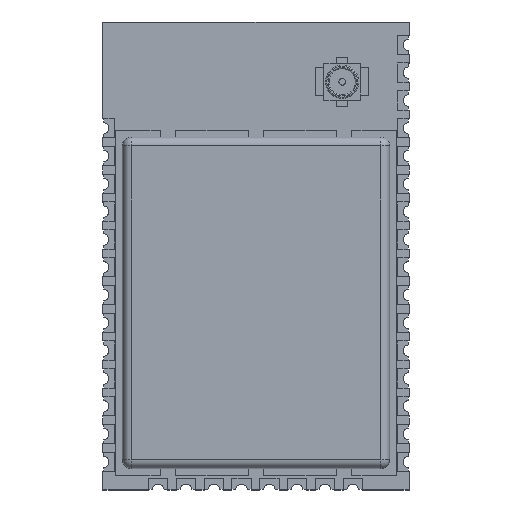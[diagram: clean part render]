
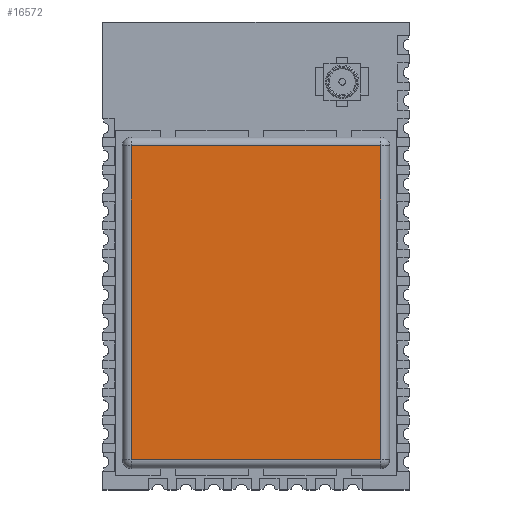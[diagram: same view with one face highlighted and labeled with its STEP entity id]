
A CAD part, top view. The second image highlights one B-rep face of the part: STEP entity #16572.
In plain terms, the highlighted planar face has unit normal (0, 0, 1).
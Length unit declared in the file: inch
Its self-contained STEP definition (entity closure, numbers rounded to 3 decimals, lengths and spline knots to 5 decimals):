
#1547=FACE_OUTER_BOUND('',#2384,.T.);
#2384=EDGE_LOOP('',(#14845,#14846,#14847,#14848));
#4187=LINE('',#27221,#6078);
#4193=LINE('',#27250,#6084);
#4195=LINE('',#27253,#6086);
#4197=LINE('',#27256,#6088);
#6078=VECTOR('',#22341,0.3937);
#6084=VECTOR('',#22373,0.3937);
#6086=VECTOR('',#22377,0.3937);
#6088=VECTOR('',#22381,0.3937);
#7737=VERTEX_POINT('',#27196);
#7742=VERTEX_POINT('',#27209);
#7747=VERTEX_POINT('',#27225);
#7752=VERTEX_POINT('',#27238);
#10115=EDGE_CURVE('',#7737,#7742,#4187,.T.);
#10129=EDGE_CURVE('',#7742,#7752,#4193,.T.);
#10131=EDGE_CURVE('',#7752,#7747,#4195,.T.);
#10133=EDGE_CURVE('',#7747,#7737,#4197,.T.);
#14845=ORIENTED_EDGE('',*,*,#10115,.F.);
#14846=ORIENTED_EDGE('',*,*,#10133,.F.);
#14847=ORIENTED_EDGE('',*,*,#10131,.F.);
#14848=ORIENTED_EDGE('',*,*,#10129,.F.);
#15741=PLANE('',#17964);
#16572=ADVANCED_FACE('',(#1547),#15741,.T.);
#17964=AXIS2_PLACEMENT_3D('',#27286,#22401,#22402);
#22341=DIRECTION('',(0.,-1.,0.));
#22373=DIRECTION('',(-1.,0.,0.));
#22377=DIRECTION('',(0.,1.,0.));
#22381=DIRECTION('',(1.,0.,0.));
#22401=DIRECTION('center_axis',(0.,0.,1.));
#22402=DIRECTION('ref_axis',(1.,0.,0.));
#27196=CARTESIAN_POINT('',(0.35456,0.31289,0.105));
#27209=CARTESIAN_POINT('',(0.35456,-0.57932,0.105));
#27221=CARTESIAN_POINT('',(0.35456,-0.36876,0.105));
#27225=CARTESIAN_POINT('',(-0.35456,0.31289,0.105));
#27238=CARTESIAN_POINT('',(-0.35456,-0.57932,0.105));
#27250=CARTESIAN_POINT('',(-0.18978,-0.57932,0.105));
#27253=CARTESIAN_POINT('',(-0.35456,0.10234,0.105));
#27256=CARTESIAN_POINT('',(0.18978,0.31289,0.105));
#27286=CARTESIAN_POINT('Origin',(0.,-0.13321,0.105));
